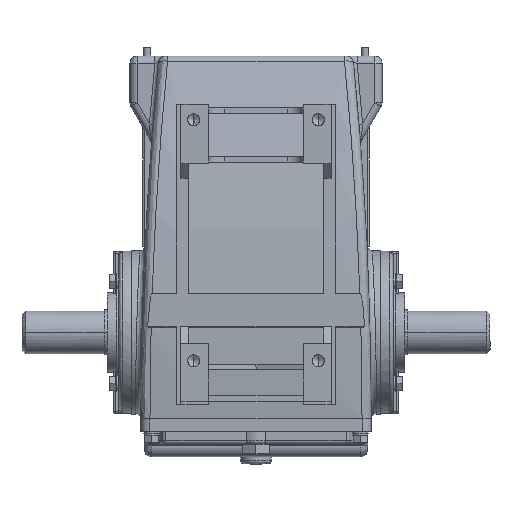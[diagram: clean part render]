
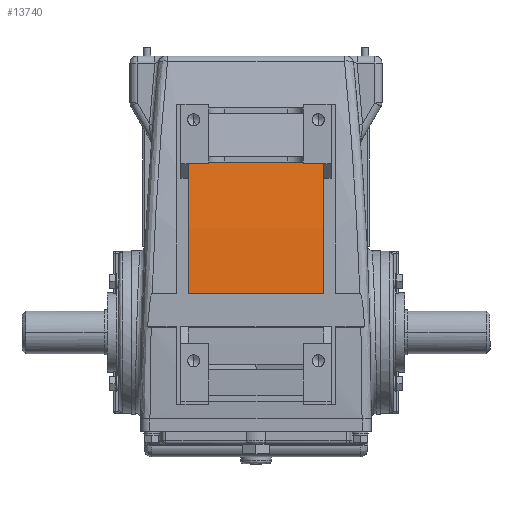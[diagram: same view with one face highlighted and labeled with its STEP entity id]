
A CAD part, front view. The second image highlights one B-rep face of the part: STEP entity #13740.
In plain terms, the highlighted cylindrical face has radius 634.291 mm (diameter 1268.58 mm), a partial arc.
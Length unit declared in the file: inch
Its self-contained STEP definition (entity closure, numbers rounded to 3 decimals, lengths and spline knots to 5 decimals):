
#137 = CARTESIAN_POINT ( 'NONE',  ( -1.875, -2.83881, 1.69058 ) ) ;
#349 = DIRECTION ( 'NONE',  ( -1., 0., 0. ) ) ;
#1456 = VECTOR ( 'NONE', #24602, 39.37008 ) ;
#2062 = ORIENTED_EDGE ( 'NONE', *, *, #26373, .T. ) ;
#2497 = CARTESIAN_POINT ( 'NONE',  ( -1.875, -2.56674, 4.087 ) ) ;
#4264 = CARTESIAN_POINT ( 'NONE',  ( -1.875, -2.8633, 1.08774 ) ) ;
#4664 = LINE ( 'NONE', #14698, #34728 ) ;
#5109 = ORIENTED_EDGE ( 'NONE', *, *, #28039, .F. ) ;
#5595 = VERTEX_POINT ( 'NONE', #23124 ) ;
#6130 = CARTESIAN_POINT ( 'NONE',  ( 3.1935, -2.44603, 4.73 ) ) ;
#6425 = B_SPLINE_CURVE_WITH_KNOTS ( 'NONE', 3,
 ( #6490, #22821, #22941, #6721 ),
 .UNSPECIFIED., .F., .F.,
 ( 4, 4 ),
 ( 0., 1. ),
 .UNSPECIFIED. ) ;
#6490 = CARTESIAN_POINT ( 'NONE',  ( -1.314, -2.45546, 4.68 ) ) ;
#6721 = CARTESIAN_POINT ( 'NONE',  ( -1.314, -2.44603, 4.73 ) ) ;
#6775 = EDGE_CURVE ( 'NONE', #23626, #30591, #6425, .T. ) ;
#8390 = EDGE_LOOP ( 'NONE', ( #18978, #2062, #31700, #5109, #28125, #15546, #14470, #28711 ) ) ;
#8414 = CARTESIAN_POINT ( 'NONE',  ( -1.875, -2.65642, 3.49075 ) ) ;
#9003 = DIRECTION ( 'NONE',  ( -1., 0., 0. ) ) ;
#9020 = CARTESIAN_POINT ( 'NONE',  ( -1.314, -2.44603, 4.73 ) ) ;
#9089 = VERTEX_POINT ( 'NONE', #30381 ) ;
#9138 = CARTESIAN_POINT ( 'NONE',  ( 1.875, -2.81435, 2.29291 ) ) ;
#9954 = CARTESIAN_POINT ( 'NONE',  ( 1.875, -2.67793, 3.49453 ) ) ;
#10197 = CARTESIAN_POINT ( 'NONE',  ( 1.875, -2.45546, 4.68 ) ) ;
#11068 = VERTEX_POINT ( 'NONE', #11653 ) ;
#11575 = EDGE_CURVE ( 'NONE', #32860, #12665, #23923, .T. ) ;
#11653 = CARTESIAN_POINT ( 'NONE',  ( 1.314, -2.45546, 4.68 ) ) ;
#12665 = VERTEX_POINT ( 'NONE', #26930 ) ;
#13067 = B_SPLINE_CURVE_WITH_KNOTS ( 'NONE', 3,
 ( #30291, #16590, #27571, #29938 ),
 .UNSPECIFIED., .F., .F.,
 ( 4, 4 ),
 ( 0., 1. ),
 .UNSPECIFIED. ) ;
#13571 = LINE ( 'NONE', #6130, #34287 ) ;
#13740 = ADVANCED_FACE ( 'NONE', ( #25888 ), #17832, .T. ) ;
#14470 = ORIENTED_EDGE ( 'NONE', *, *, #27923, .F. ) ;
#14698 = CARTESIAN_POINT ( 'NONE',  ( 2.214, -2.8633, 1.08774 ) ) ;
#15546 = ORIENTED_EDGE ( 'NONE', *, *, #34182, .T. ) ;
#16350 = CARTESIAN_POINT ( 'NONE',  ( -1.875, -2.8633, 1.08774 ) ) ;
#16408 = CARTESIAN_POINT ( 'NONE',  ( 1.314, -2.44603, 4.73 ) ) ;
#16590 = CARTESIAN_POINT ( 'NONE',  ( 1.314, -2.44917, 4.71333 ) ) ;
#16831 = CARTESIAN_POINT ( 'NONE',  ( 1.875, -2.8633, 1.08774 ) ) ;
#17832 = CYLINDRICAL_SURFACE ( 'NONE', #20139, 24.97208 ) ;
#18964 = CARTESIAN_POINT ( 'NONE',  ( -1.875, -2.45546, 4.68 ) ) ;
#18978 = ORIENTED_EDGE ( 'NONE', *, *, #6775, .F. ) ;
#19120 = CARTESIAN_POINT ( 'NONE',  ( 3.1935, 22.0882, 0.07423 ) ) ;
#19179 = CARTESIAN_POINT ( 'NONE',  ( 3.1935, -2.45546, 4.68 ) ) ;
#19462 = DIRECTION ( 'NONE',  ( -1., 0., 0. ) ) ;
#19563 = VECTOR ( 'NONE', #34193, 39.37008 ) ;
#19966 = LINE ( 'NONE', #26024, #19563 ) ;
#20139 = AXIS2_PLACEMENT_3D ( 'NONE', #19120, #19462, #21828 ) ;
#21828 = DIRECTION ( 'NONE',  ( 0., 0., 1. ) ) ;
#22232 = LINE ( 'NONE', #19179, #1456 ) ;
#22821 = CARTESIAN_POINT ( 'NONE',  ( -1.314, -2.45232, 4.69667 ) ) ;
#22941 = CARTESIAN_POINT ( 'NONE',  ( -1.314, -2.44917, 4.71333 ) ) ;
#23124 = CARTESIAN_POINT ( 'NONE',  ( 1.875, -2.45546, 4.68 ) ) ;
#23626 = VERTEX_POINT ( 'NONE', #27833 ) ;
#23923 = B_SPLINE_CURVE_WITH_KNOTS ( 'NONE', 3,
 ( #16350, #137, #27220, #8414, #2497, #18964 ),
 .UNSPECIFIED., .F., .F.,
 ( 4, 2, 4 ),
 ( 0., 0.5, 1. ),
 .UNSPECIFIED. ) ;
#24602 = DIRECTION ( 'NONE',  ( -1., 0., 0. ) ) ;
#25888 = FACE_OUTER_BOUND ( 'NONE', #8390, .T. ) ;
#26024 = CARTESIAN_POINT ( 'NONE',  ( 3.1935, -2.45546, 4.68 ) ) ;
#26373 = EDGE_CURVE ( 'NONE', #23626, #12665, #19966, .T. ) ;
#26930 = CARTESIAN_POINT ( 'NONE',  ( -1.875, -2.45546, 4.68 ) ) ;
#27220 = CARTESIAN_POINT ( 'NONE',  ( -1.875, -2.79254, 2.29177 ) ) ;
#27571 = CARTESIAN_POINT ( 'NONE',  ( 1.314, -2.45232, 4.69667 ) ) ;
#27833 = CARTESIAN_POINT ( 'NONE',  ( -1.314, -2.45546, 4.68 ) ) ;
#27923 = EDGE_CURVE ( 'NONE', #30212, #11068, #13067, .T. ) ;
#28039 = EDGE_CURVE ( 'NONE', #9089, #32860, #4664, .T. ) ;
#28125 = ORIENTED_EDGE ( 'NONE', *, *, #33949, .T. ) ;
#28390 = EDGE_CURVE ( 'NONE', #30212, #30591, #13571, .T. ) ;
#28711 = ORIENTED_EDGE ( 'NONE', *, *, #28390, .T. ) ;
#29938 = CARTESIAN_POINT ( 'NONE',  ( 1.314, -2.45546, 4.68 ) ) ;
#30212 = VERTEX_POINT ( 'NONE', #16408 ) ;
#30291 = CARTESIAN_POINT ( 'NONE',  ( 1.314, -2.44603, 4.73 ) ) ;
#30381 = CARTESIAN_POINT ( 'NONE',  ( 1.875, -2.8633, 1.08774 ) ) ;
#30591 = VERTEX_POINT ( 'NONE', #9020 ) ;
#31700 = ORIENTED_EDGE ( 'NONE', *, *, #11575, .F. ) ;
#31714 = B_SPLINE_CURVE_WITH_KNOTS ( 'NONE', 3,
 ( #16831, #9138, #9954, #10197 ),
 .UNSPECIFIED., .F., .F.,
 ( 4, 4 ),
 ( 0., 1. ),
 .UNSPECIFIED. ) ;
#32860 = VERTEX_POINT ( 'NONE', #4264 ) ;
#33949 = EDGE_CURVE ( 'NONE', #9089, #5595, #31714, .T. ) ;
#34182 = EDGE_CURVE ( 'NONE', #5595, #11068, #22232, .T. ) ;
#34193 = DIRECTION ( 'NONE',  ( -1., 0., 0. ) ) ;
#34287 = VECTOR ( 'NONE', #349, 39.37008 ) ;
#34728 = VECTOR ( 'NONE', #9003, 39.37008 ) ;
